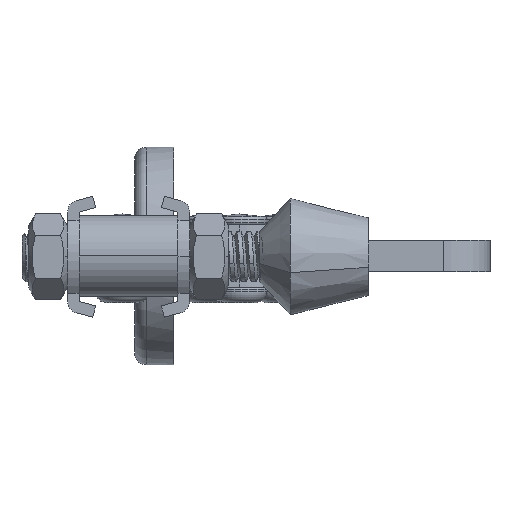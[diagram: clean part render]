
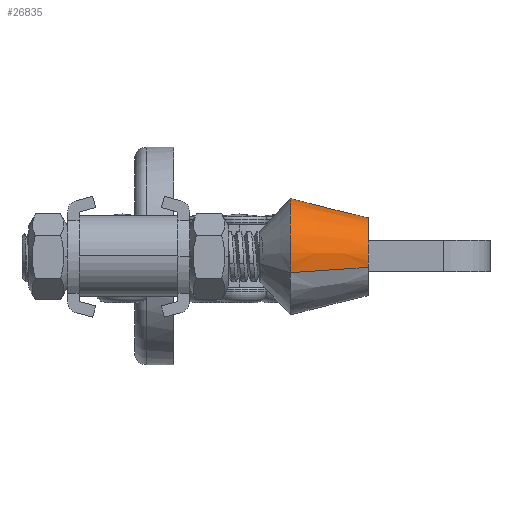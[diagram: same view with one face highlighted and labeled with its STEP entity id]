
A CAD part, left-side view. The second image highlights one B-rep face of the part: STEP entity #26835.
In plain terms, the highlighted conical face has half-angle 14.036 degrees and reference radius 7.5 mm.
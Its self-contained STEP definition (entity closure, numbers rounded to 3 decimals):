
#41 = DIRECTION ( 'NONE',  ( 1., 0., 0. ) ) ;
#71 = DIRECTION ( 'NONE',  ( 0., 0., 1. ) ) ;
#76 = CARTESIAN_POINT ( 'NONE',  ( 0., 0., 4.5 ) ) ;
#512 = EDGE_CURVE ( 'NONE', #25140, #27664, #22173, .T. ) ;
#5202 = DIRECTION ( 'NONE',  ( 0.243, 0., 0.97 ) ) ;
#5744 = AXIS2_PLACEMENT_3D ( 'NONE', #76, #71, #41 ) ;
#6594 = CARTESIAN_POINT ( 'NONE',  ( -5., 0., -5.5 ) ) ;
#7062 = DIRECTION ( 'NONE',  ( 1., 0., 0. ) ) ;
#9731 = CIRCLE ( 'NONE', #5744, 7.5 ) ;
#10615 = CARTESIAN_POINT ( 'NONE',  ( 7.5, 0., 4.5 ) ) ;
#10719 = CARTESIAN_POINT ( 'NONE',  ( -7.5, 0., 4.5 ) ) ;
#10844 = DIRECTION ( 'NONE',  ( -0.243, 0., 0.97 ) ) ;
#13890 = VERTEX_POINT ( 'NONE', #26923 ) ;
#13921 = CARTESIAN_POINT ( 'NONE',  ( 0., 0., 4.5 ) ) ;
#14375 = CARTESIAN_POINT ( 'NONE',  ( 7.5, 0., 4.5 ) ) ;
#14581 = ORIENTED_EDGE ( 'NONE', *, *, #17964, .F. ) ;
#16773 = EDGE_LOOP ( 'NONE', ( #14581, #17678, #17300, #24364 ) ) ;
#17300 = ORIENTED_EDGE ( 'NONE', *, *, #27258, .T. ) ;
#17678 = ORIENTED_EDGE ( 'NONE', *, *, #512, .T. ) ;
#17964 = EDGE_CURVE ( 'NONE', #25140, #13890, #19184, .T. ) ;
#17984 = VECTOR ( 'NONE', #5202, 1000. ) ;
#18138 = LINE ( 'NONE', #14375, #17984 ) ;
#18684 = DIRECTION ( 'NONE',  ( 1., 0., 0. ) ) ;
#18690 = DIRECTION ( 'NONE',  ( 0., 0., 1. ) ) ;
#18721 = CARTESIAN_POINT ( 'NONE',  ( 0., 0., -5.5 ) ) ;
#19184 = LINE ( 'NONE', #10719, #19213 ) ;
#19213 = VECTOR ( 'NONE', #10844, 1000. ) ;
#19430 = AXIS2_PLACEMENT_3D ( 'NONE', #13921, #27614, #7062 ) ;
#19998 = CONICAL_SURFACE ( 'NONE', #19430, 7.5, 0.245 ) ;
#20040 = VERTEX_POINT ( 'NONE', #10615 ) ;
#20321 = FACE_OUTER_BOUND ( 'NONE', #16773, .T. ) ;
#21145 = AXIS2_PLACEMENT_3D ( 'NONE', #18721, #18690, #18684 ) ;
#21806 = EDGE_CURVE ( 'NONE', #13890, #20040, #9731, .T. ) ;
#22173 = CIRCLE ( 'NONE', #21145, 5. ) ;
#23131 = CARTESIAN_POINT ( 'NONE',  ( 5., 0., -5.5 ) ) ;
#24364 = ORIENTED_EDGE ( 'NONE', *, *, #21806, .F. ) ;
#25140 = VERTEX_POINT ( 'NONE', #6594 ) ;
#26835 = ADVANCED_FACE ( 'NONE', ( #20321 ), #19998, .T. ) ;
#26923 = CARTESIAN_POINT ( 'NONE',  ( -7.5, 0., 4.5 ) ) ;
#27258 = EDGE_CURVE ( 'NONE', #27664, #20040, #18138, .T. ) ;
#27614 = DIRECTION ( 'NONE',  ( 0., 0., 1. ) ) ;
#27664 = VERTEX_POINT ( 'NONE', #23131 ) ;
